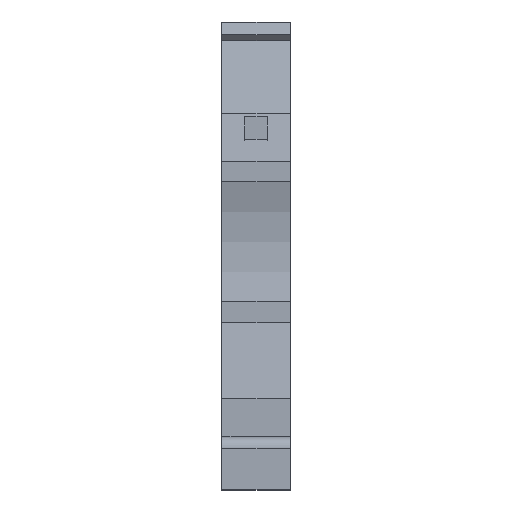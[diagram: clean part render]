
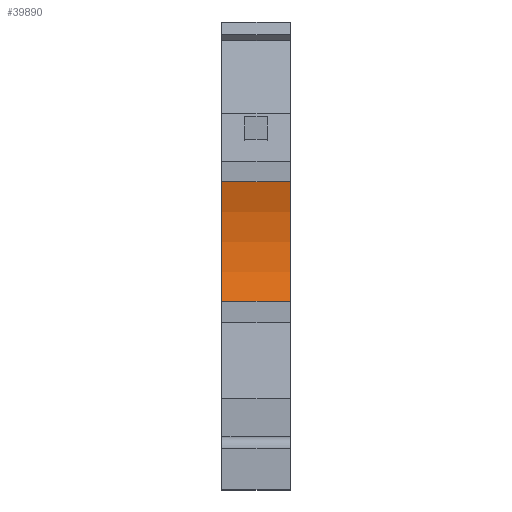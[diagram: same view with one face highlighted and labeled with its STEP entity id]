
A CAD part, front view. The second image highlights one B-rep face of the part: STEP entity #39890.
In plain terms, the highlighted cylindrical face has radius 15 mm (diameter 30 mm), a partial arc.
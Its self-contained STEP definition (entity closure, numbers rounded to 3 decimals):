
#3820=CARTESIAN_POINT('',(-184.321,628.346,
0.325));
#3830=VERTEX_POINT('',#3820);
#3860=CARTESIAN_POINT('',(-198.63,623.846,
0.325));
#3870=DIRECTION('',(0.,0.,1.));
#3880=DIRECTION('',(1.,0.,0.));
#3890=AXIS2_PLACEMENT_3D('',#3860,#3870,#3880);
#3900=CIRCLE('',#3890,15.);
#3910=CARTESIAN_POINT('',(-184.321,619.346,
0.325));
#3920=VERTEX_POINT('',#3910);
#3930=EDGE_CURVE('',#3920,#3830,#3900,.T.);
#39120=CARTESIAN_POINT('',(-184.321,619.346,
5.475));
#39130=VERTEX_POINT('',#39120);
#39180=CARTESIAN_POINT('',(-184.321,619.346,
-0.19));
#39190=DIRECTION('',(0.,0.,1.));
#39200=VECTOR('',#39190,0.985);
#39210=LINE('',#39180,#39200);
#39220=EDGE_CURVE('',#3920,#39130,#39210,.T.);
#39390=CARTESIAN_POINT('',(-184.321,628.346,
-0.19));
#39400=DIRECTION('',(0.,0.,1.));
#39410=VECTOR('',#39400,0.985);
#39420=LINE('',#39390,#39410);
#39430=CARTESIAN_POINT('',(-184.321,628.346,
5.475));
#39440=VERTEX_POINT('',#39430);
#39450=EDGE_CURVE('',#3830,#39440,#39420,.T.);
#39720=CARTESIAN_POINT('',(-198.63,623.846,
-0.19));
#39730=DIRECTION('',(0.,0.,1.));
#39740=DIRECTION('',(1.,0.,0.));
#39750=AXIS2_PLACEMENT_3D('',#39720,#39730,#39740);
#39760=CYLINDRICAL_SURFACE('',#39750,15.);
#39770=CARTESIAN_POINT('',(-198.63,623.846,
5.475));
#39780=DIRECTION('',(0.,0.,1.));
#39790=DIRECTION('',(1.,0.,0.));
#39800=AXIS2_PLACEMENT_3D('',#39770,#39780,#39790);
#39810=CIRCLE('',#39800,15.);
#39820=EDGE_CURVE('',#39130,#39440,#39810,.T.);
#39830=ORIENTED_EDGE('',*,*,#39820,.T.);
#39840=ORIENTED_EDGE('',*,*,#39220,.T.);
#39850=ORIENTED_EDGE('',*,*,#3930,.F.);
#39860=ORIENTED_EDGE('',*,*,#39450,.F.);
#39870=EDGE_LOOP('',(#39860,#39850,#39840,#39830));
#39880=FACE_OUTER_BOUND('',#39870,.T.);
#39890=ADVANCED_FACE('',(#39880),#39760,.F.);
